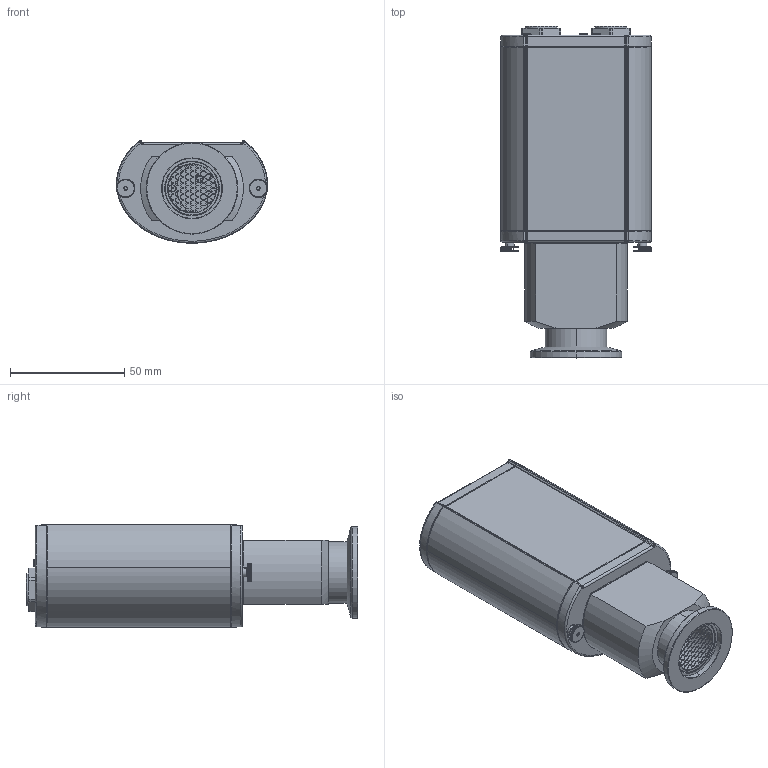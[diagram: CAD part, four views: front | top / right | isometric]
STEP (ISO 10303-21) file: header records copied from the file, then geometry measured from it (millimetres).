
FILE_DESCRIPTION (( 'STEP AP203' ), '1' );
FILE_NAME ('PT R39 141.STEP', '2016-04-11T06:25:24', ( '' ), ( '' ), 'SwSTEP 2.0', 'SolidWorks 2016', '' );
FILE_SCHEMA (( 'CONFIG_CONTROL_DESIGN' ));
Length unit declared in the file: millimetre
Products named in the file (1): PT R39 141
Bounding box: 66 x 145.1 x 44.83 mm (x, y, z)
Surface area: 35644.1 mm2 (no closed solid volume)
Topology: 0 solids, 28 shells, 768 faces, 4126 edges, 3313 vertices
Faces by surface type: plane 478, cylinder 141, cone 66, bspline 46, torus 37
Entity records: 45019 total; most frequent: CARTESIAN_POINT 15379, ORIENTED_EDGE 5555, DIRECTION 5507, EDGE_CURVE 4122, VERTEX_POINT 3313, LINE 1861, VECTOR 1861, AXIS2_PLACEMENT_3D 1823
